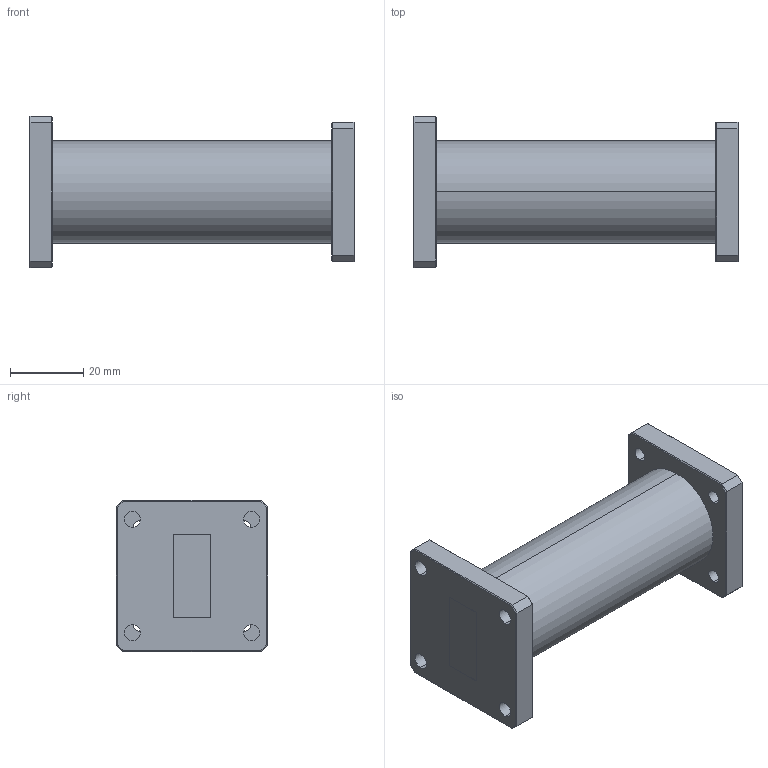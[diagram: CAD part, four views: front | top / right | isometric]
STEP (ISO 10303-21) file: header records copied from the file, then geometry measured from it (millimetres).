
FILE_DESCRIPTION (( 'STEP AP214' ), '1' );
FILE_NAME ('SWT-9075-LA.STEP', '2019-02-09T00:42:21', ( '' ), ( '' ), 'SwSTEP 2.0', 'SolidWorks 2016', '' );
FILE_SCHEMA (( 'AUTOMOTIVE_DESIGN' ));
Length unit declared in the file: inch
Products named in the file (1): SWT-9075-LA
Bounding box: 88.9 x 41.27 x 41.27 mm (x, y, z)
Volume: 65985.6 mm3; surface area: 14060.5 mm2
Topology: 1 solids, 1 shells, 80 faces, 190 edges, 116 vertices
Faces by surface type: plane 62, cylinder 18
Entity records: 2326 total; most frequent: DIRECTION 388, CARTESIAN_POINT 387, ORIENTED_EDGE 380, EDGE_CURVE 190, LINE 154, VECTOR 154, AXIS2_PLACEMENT_3D 117, VERTEX_POINT 116
